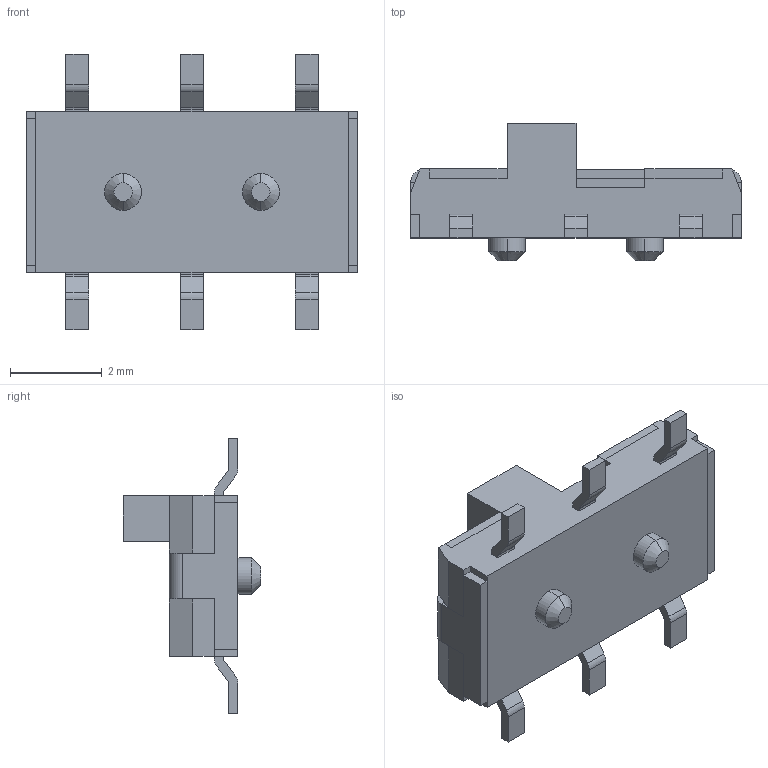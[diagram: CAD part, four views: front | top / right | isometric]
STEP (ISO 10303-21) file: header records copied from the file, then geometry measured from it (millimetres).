
FILE_DESCRIPTION (( 'STEP AP214' ), '1' );
FILE_NAME ('AYZ0202AGRLC.STEP', '2019-05-15T12:29:53', ( '' ), ( '' ), 'SwSTEP 2.0', 'SolidWorks 2017', '' );
FILE_SCHEMA (( 'AUTOMOTIVE_DESIGN' ));
Length unit declared in the file: millimetre
Products named in the file (1): AYZ0202AGRLC
Bounding box: 7.2 x 3 x 6 mm (x, y, z)
Volume: 39.8 mm3; surface area: 156.6 mm2
Topology: 8 solids, 8 shells, 173 faces, 445 edges, 290 vertices
Faces by surface type: plane 137, cylinder 32, cone 4
Entity records: 5284 total; most frequent: CARTESIAN_POINT 909, ORIENTED_EDGE 890, DIRECTION 861, EDGE_CURVE 445, VECTOR 377, LINE 377, VERTEX_POINT 290, AXIS2_PLACEMENT_3D 242
